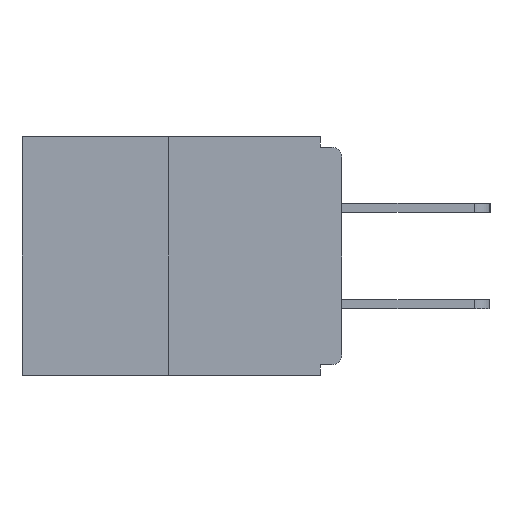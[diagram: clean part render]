
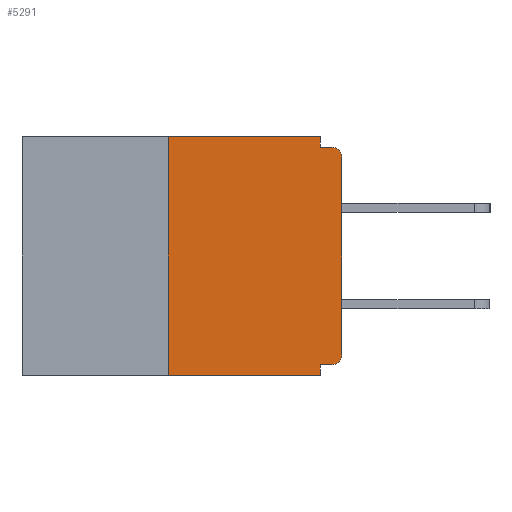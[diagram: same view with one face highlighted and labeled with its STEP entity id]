
A CAD part, left-side view. The second image highlights one B-rep face of the part: STEP entity #5291.
In plain terms, the highlighted planar face has unit normal (-1, 0, 0).
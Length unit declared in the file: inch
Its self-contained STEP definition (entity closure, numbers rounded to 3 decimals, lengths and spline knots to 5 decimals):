
#206 = CIRCLE ( 'NONE', #8651, 0.015 ) ;
#336 = VERTEX_POINT ( 'NONE', #5014 ) ;
#716 = AXIS2_PLACEMENT_3D ( 'NONE', #9372, #7665, #10503 ) ;
#1078 = CARTESIAN_POINT ( 'NONE',  ( 0., 0., -0.328 ) ) ;
#1417 = VERTEX_POINT ( 'NONE', #7422 ) ;
#1573 = DIRECTION ( 'NONE',  ( 1., 0., 0. ) ) ;
#1659 = EDGE_CURVE ( 'NONE', #6026, #9925, #11132, .T. ) ;
#2070 = LINE ( 'NONE', #1078, #8768 ) ;
#2220 = CARTESIAN_POINT ( 'NONE',  ( 0., 0.031, -0.015 ) ) ;
#2358 = CARTESIAN_POINT ( 'NONE',  ( 0., 0.015, -0.328 ) ) ;
#2854 = CARTESIAN_POINT ( 'NONE',  ( 0., 0.46, 0. ) ) ;
#2958 = LINE ( 'NONE', #10928, #8933 ) ;
#2960 = DIRECTION ( 'NONE',  ( -1., 0., 0. ) ) ;
#3026 = DIRECTION ( 'NONE',  ( 0., 0., -1. ) ) ;
#3132 = EDGE_CURVE ( 'NONE', #336, #11653, #8154, .T. ) ;
#3768 = VERTEX_POINT ( 'NONE', #13083 ) ;
#3773 = VECTOR ( 'NONE', #11874, 39.37008 ) ;
#3933 = VECTOR ( 'NONE', #10078, 39.37008 ) ;
#3976 = ORIENTED_EDGE ( 'NONE', *, *, #9567, .F. ) ;
#4013 = DIRECTION ( 'NONE',  ( 0., 0., -1. ) ) ;
#4056 = EDGE_CURVE ( 'NONE', #6907, #9870, #11061, .T. ) ;
#4059 = CARTESIAN_POINT ( 'NONE',  ( 0., 0.031, -0.343 ) ) ;
#4688 = DIRECTION ( 'NONE',  ( 0., 1., 0. ) ) ;
#4784 = DIRECTION ( 'NONE',  ( 0., -1., 0. ) ) ;
#4802 = ORIENTED_EDGE ( 'NONE', *, *, #7262, .T. ) ;
#4946 = VECTOR ( 'NONE', #10836, 39.37008 ) ;
#5014 = CARTESIAN_POINT ( 'NONE',  ( 0., 0.031, 0. ) ) ;
#5250 = EDGE_CURVE ( 'NONE', #6962, #6026, #2070, .T. ) ;
#5291 = ADVANCED_FACE ( 'NONE', ( #6582 ), #8702, .F. ) ;
#5353 = CARTESIAN_POINT ( 'NONE',  ( 0., 0.25, 0. ) ) ;
#5770 = ORIENTED_EDGE ( 'NONE', *, *, #11470, .T. ) ;
#5862 = CARTESIAN_POINT ( 'NONE',  ( 0., 0., -0.313 ) ) ;
#5958 = CARTESIAN_POINT ( 'NONE',  ( 0., 0.015, -0.313 ) ) ;
#5973 = CARTESIAN_POINT ( 'NONE',  ( 0., 0.25, 0. ) ) ;
#6026 = VERTEX_POINT ( 'NONE', #10046 ) ;
#6030 = VECTOR ( 'NONE', #6887, 39.37008 ) ;
#6582 = FACE_OUTER_BOUND ( 'NONE', #10950, .T. ) ;
#6641 = AXIS2_PLACEMENT_3D ( 'NONE', #12854, #1573, #10628 ) ;
#6887 = DIRECTION ( 'NONE',  ( 0., -1., 0. ) ) ;
#6907 = VERTEX_POINT ( 'NONE', #11163 ) ;
#6962 = VERTEX_POINT ( 'NONE', #2358 ) ;
#7024 = DIRECTION ( 'NONE',  ( 0., 0., 1. ) ) ;
#7262 = EDGE_CURVE ( 'NONE', #6962, #11866, #206, .T. ) ;
#7422 = CARTESIAN_POINT ( 'NONE',  ( 0., 0.015, -0.015 ) ) ;
#7524 = CARTESIAN_POINT ( 'NONE',  ( 0., 0.031, -0.343 ) ) ;
#7665 = DIRECTION ( 'NONE',  ( -1., 0., 0. ) ) ;
#7878 = LINE ( 'NONE', #2854, #6030 ) ;
#7952 = VECTOR ( 'NONE', #4013, 39.37008 ) ;
#8086 = CARTESIAN_POINT ( 'NONE',  ( 0., 0., 0. ) ) ;
#8154 = LINE ( 'NONE', #13051, #7952 ) ;
#8651 = AXIS2_PLACEMENT_3D ( 'NONE', #5958, #2960, #3026 ) ;
#8702 = PLANE ( 'NONE',  #6641 ) ;
#8765 = LINE ( 'NONE', #12778, #3933 ) ;
#8768 = VECTOR ( 'NONE', #4688, 39.37008 ) ;
#8933 = VECTOR ( 'NONE', #4784, 39.37008 ) ;
#9021 = LINE ( 'NONE', #8086, #4946 ) ;
#9154 = EDGE_CURVE ( 'NONE', #6907, #9925, #8765, .T. ) ;
#9372 = CARTESIAN_POINT ( 'NONE',  ( 0., 0.015, -0.03 ) ) ;
#9556 = CIRCLE ( 'NONE', #716, 0.015 ) ;
#9567 = EDGE_CURVE ( 'NONE', #11653, #1417, #2958, .T. ) ;
#9867 = EDGE_CURVE ( 'NONE', #3768, #1417, #9556, .T. ) ;
#9870 = VERTEX_POINT ( 'NONE', #5353 ) ;
#9925 = VERTEX_POINT ( 'NONE', #7524 ) ;
#10046 = CARTESIAN_POINT ( 'NONE',  ( 0., 0.031, -0.328 ) ) ;
#10078 = DIRECTION ( 'NONE',  ( 0., -1., 0. ) ) ;
#10503 = DIRECTION ( 'NONE',  ( 0., 0., -1. ) ) ;
#10547 = VECTOR ( 'NONE', #7024, 39.37008 ) ;
#10628 = DIRECTION ( 'NONE',  ( 0., 0., -1. ) ) ;
#10697 = ORIENTED_EDGE ( 'NONE', *, *, #9154, .T. ) ;
#10836 = DIRECTION ( 'NONE',  ( 0., 0., 1. ) ) ;
#10928 = CARTESIAN_POINT ( 'NONE',  ( 0., 0., -0.015 ) ) ;
#10934 = ORIENTED_EDGE ( 'NONE', *, *, #9867, .T. ) ;
#10947 = ORIENTED_EDGE ( 'NONE', *, *, #12316, .F. ) ;
#10950 = EDGE_LOOP ( 'NONE', ( #10947, #12173, #10697, #11408, #12441, #4802, #5770, #10934, #3976, #11455 ) ) ;
#11061 = LINE ( 'NONE', #5973, #10547 ) ;
#11132 = LINE ( 'NONE', #4059, #3773 ) ;
#11163 = CARTESIAN_POINT ( 'NONE',  ( 0., 0.25, -0.343 ) ) ;
#11408 = ORIENTED_EDGE ( 'NONE', *, *, #1659, .F. ) ;
#11455 = ORIENTED_EDGE ( 'NONE', *, *, #3132, .F. ) ;
#11470 = EDGE_CURVE ( 'NONE', #11866, #3768, #9021, .T. ) ;
#11653 = VERTEX_POINT ( 'NONE', #2220 ) ;
#11866 = VERTEX_POINT ( 'NONE', #5862 ) ;
#11874 = DIRECTION ( 'NONE',  ( 0., 0., -1. ) ) ;
#12173 = ORIENTED_EDGE ( 'NONE', *, *, #4056, .F. ) ;
#12316 = EDGE_CURVE ( 'NONE', #9870, #336, #7878, .T. ) ;
#12441 = ORIENTED_EDGE ( 'NONE', *, *, #5250, .F. ) ;
#12778 = CARTESIAN_POINT ( 'NONE',  ( 0., 0.46, -0.343 ) ) ;
#12854 = CARTESIAN_POINT ( 'NONE',  ( 0., 0.46, 0. ) ) ;
#13051 = CARTESIAN_POINT ( 'NONE',  ( 0., 0.031, 0. ) ) ;
#13083 = CARTESIAN_POINT ( 'NONE',  ( 0., 0., -0.03 ) ) ;
